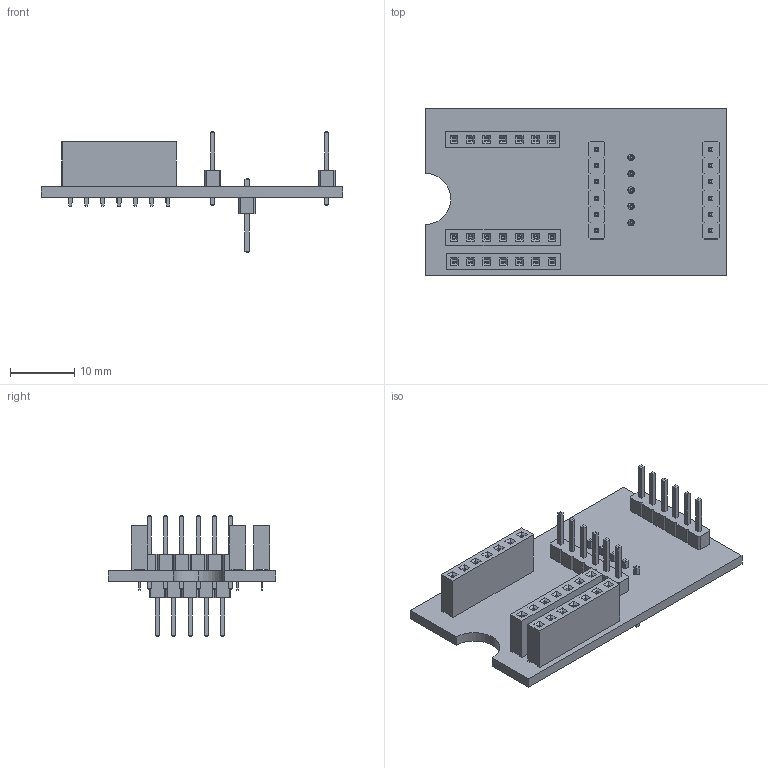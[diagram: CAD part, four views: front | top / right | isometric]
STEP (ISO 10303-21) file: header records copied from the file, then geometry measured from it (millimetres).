
FILE_DESCRIPTION(('KiCad electronic assembly'),'2;1');
FILE_NAME('NaviNudge_Base_PCB.step','2024-07-26T15:07:00',('Pcbnew'),( 'Kicad'),'Open CASCADE STEP processor 7.7','KiCad to STEP converter' ,'Unknown');
FILE_SCHEMA(('AUTOMOTIVE_DESIGN { 1 0 10303 214 1 1 1 1 }'));
Length unit declared in the file: millimetre
Products named in the file (8): NaviNudge_Base_PCB 1; PinHeader_1x06_P2.54mm_Vertical; PinHeader_1x06_P254mm_Vertical; PinSocket_1x07_P2.54mm_Vertical; PinSocket_1x07_P254mm_Vertical; PinHeader_1x05_P2.54mm_Vertical; PinHeader_1x05_P254mm_Vertical; NaviNudge_Base_PCB_PCB
Assembly tree (10 placements, depth 3):
  NaviNudge_Base_PCB 1
    PinHeader_1x06_P2.54mm_Vertical  x2
      PinHeader_1x06_P254mm_Vertical
    PinSocket_1x07_P2.54mm_Vertical  x3
      PinSocket_1x07_P254mm_Vertical
    PinHeader_1x05_P2.54mm_Vertical
      PinHeader_1x05_P254mm_Vertical
    NaviNudge_Base_PCB_PCB
Bounding box: 47 x 26.14 x 18.78 mm (x, y, z)
Volume: 3104.1 mm3; surface area: 5221.2 mm2
Topology: 7 solids, 7 shells, 1148 faces, 2891 edges, 1854 vertices
Faces by surface type: plane 1108, cylinder 40
Full cylindrical faces by diameter (mm): 1 x38
Entity records: 19698 total; most frequent: CARTESIAN_POINT 2800, ORIENTED_EDGE 2738, DIRECTION 2563, EDGE_CURVE 1369, LINE 1289, VECTOR 1289, VERTEX_POINT 874, FACE_BOUND 665
